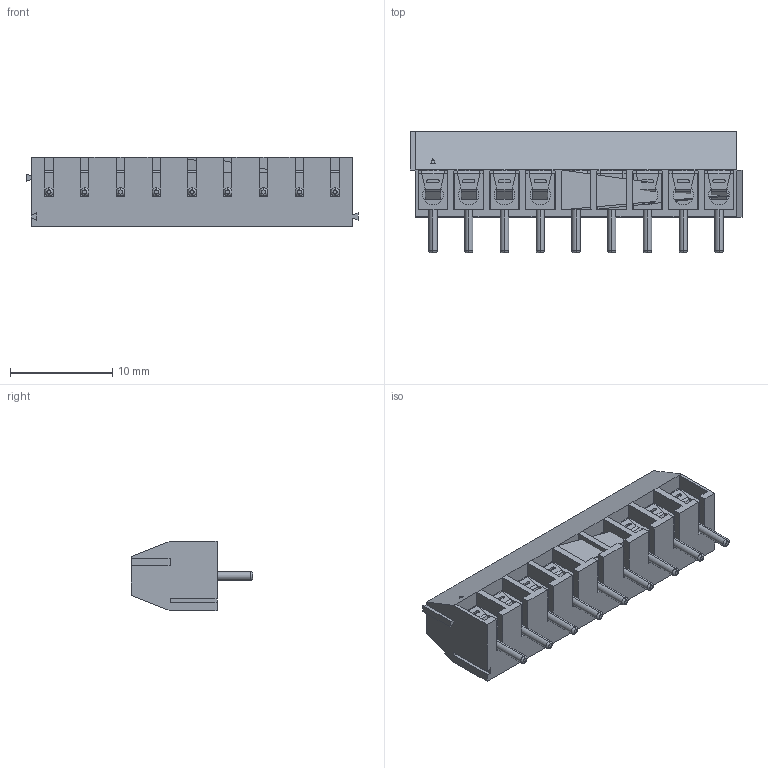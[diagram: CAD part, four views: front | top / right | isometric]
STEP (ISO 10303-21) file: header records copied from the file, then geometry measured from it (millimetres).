
FILE_DESCRIPTION (( 'STEP AP214' ), '1' );
FILE_NAME ('DG350-3.96-09P-12-00AH.STEP', '2021-01-18T04:38:26', ( '' ), ( '' ), 'SwSTEP 2.0', 'SolidWorks 2020', '' );
FILE_SCHEMA (( 'AUTOMOTIVE_DESIGN' ));
Length unit declared in the file: millimetre
Products named in the file (1): DG350-3.96-09P-12-00AH
Bounding box: 32.5 x 11.9 x 6.8 mm (x, y, z)
Volume: 1344.3 mm3; surface area: 2737.8 mm2
Topology: 1 solids, 1 shells, 892 faces, 2306 edges, 1481 vertices
Faces by surface type: plane 487, bspline 171, cylinder 135, torus 81, cone 18
Entity records: 43787 total; most frequent: CARTESIAN_POINT 15213, ORIENTED_EDGE 4616, DIRECTION 3806, EDGE_CURVE 2308, VERTEX_POINT 1481, LINE 1426, VECTOR 1426, AXIS2_PLACEMENT_3D 1190
